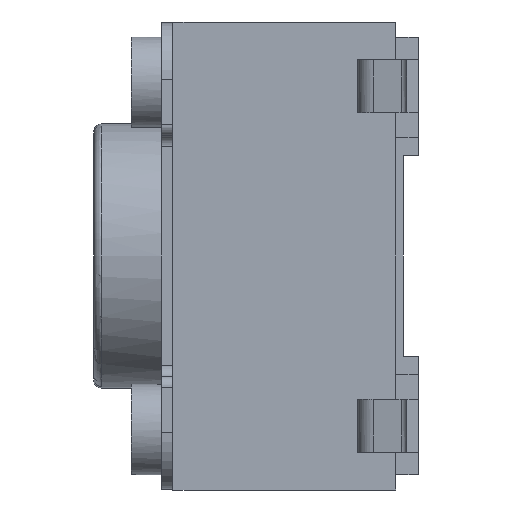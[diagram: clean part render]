
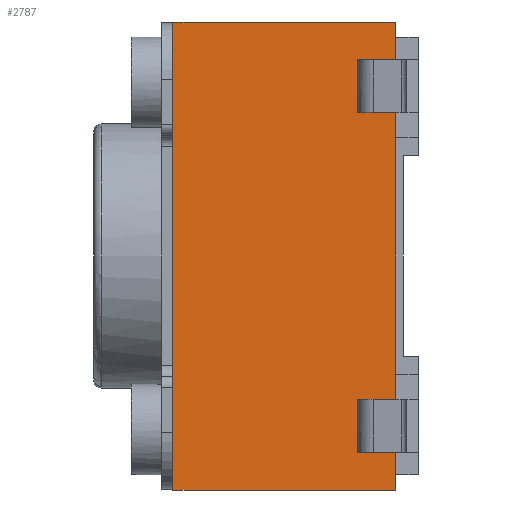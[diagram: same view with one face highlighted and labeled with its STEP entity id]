
A CAD part, left-side view. The second image highlights one B-rep face of the part: STEP entity #2787.
In plain terms, the highlighted planar face has unit normal (-1, 0, 0).
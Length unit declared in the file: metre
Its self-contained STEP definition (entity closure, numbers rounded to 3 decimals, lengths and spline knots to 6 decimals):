
#228=PLANE('',#3142);
#413=B_SPLINE_CURVE_WITH_KNOTS('',3,(#4926,#4927,#4928,#4929),
 .UNSPECIFIED.,.F.,.F.,(4,4),(0.,1.),.UNSPECIFIED.);
#417=B_SPLINE_CURVE_WITH_KNOTS('',3,(#4946,#4947,#4948,#4949),
 .UNSPECIFIED.,.F.,.F.,(4,4),(0.,1.),.UNSPECIFIED.);
#428=B_SPLINE_CURVE_WITH_KNOTS('',3,(#5001,#5002,#5003,#5004),
 .UNSPECIFIED.,.F.,.F.,(4,4),(0.,1.),.UNSPECIFIED.);
#430=B_SPLINE_CURVE_WITH_KNOTS('',3,(#5011,#5012,#5013,#5014),
 .UNSPECIFIED.,.F.,.F.,(4,4),(0.,1.),.UNSPECIFIED.);
#431=B_SPLINE_CURVE_WITH_KNOTS('',3,(#5017,#5018,#5019,#5020),
 .UNSPECIFIED.,.F.,.F.,(4,4),(0.,1.),.UNSPECIFIED.);
#432=B_SPLINE_CURVE_WITH_KNOTS('',3,(#5022,#5023,#5024,#5025),
 .UNSPECIFIED.,.F.,.F.,(4,4),(0.,1.),.UNSPECIFIED.);
#433=B_SPLINE_CURVE_WITH_KNOTS('',3,(#5027,#5028,#5029,#5030),
 .UNSPECIFIED.,.F.,.F.,(4,4),(0.,1.),.UNSPECIFIED.);
#434=B_SPLINE_CURVE_WITH_KNOTS('',3,(#5032,#5033,#5034,#5035),
 .UNSPECIFIED.,.F.,.F.,(4,4),(0.,1.),.UNSPECIFIED.);
#435=B_SPLINE_CURVE_WITH_KNOTS('',3,(#5036,#5037,#5038,#5039),
 .UNSPECIFIED.,.F.,.F.,(4,4),(0.,1.),.UNSPECIFIED.);
#436=B_SPLINE_CURVE_WITH_KNOTS('',3,(#5041,#5042,#5043,#5044),
 .UNSPECIFIED.,.F.,.F.,(4,4),(0.,1.),.UNSPECIFIED.);
#437=B_SPLINE_CURVE_WITH_KNOTS('',3,(#5046,#5047,#5048,#5049),
 .UNSPECIFIED.,.F.,.F.,(4,4),(0.,1.),.UNSPECIFIED.);
#438=B_SPLINE_CURVE_WITH_KNOTS('',3,(#5051,#5052,#5053,#5054),
 .UNSPECIFIED.,.F.,.F.,(4,4),(0.,1.),.UNSPECIFIED.);
#1126=ORIENTED_EDGE('',*,*,#1729,.T.);
#1127=ORIENTED_EDGE('',*,*,#1730,.T.);
#1128=ORIENTED_EDGE('',*,*,#1731,.T.);
#1129=ORIENTED_EDGE('',*,*,#1732,.T.);
#1130=ORIENTED_EDGE('',*,*,#1733,.T.);
#1131=ORIENTED_EDGE('',*,*,#1727,.F.);
#1132=ORIENTED_EDGE('',*,*,#1712,.F.);
#1133=ORIENTED_EDGE('',*,*,#1716,.F.);
#1134=ORIENTED_EDGE('',*,*,#1734,.T.);
#1135=ORIENTED_EDGE('',*,*,#1735,.T.);
#1136=ORIENTED_EDGE('',*,*,#1736,.T.);
#1137=ORIENTED_EDGE('',*,*,#1737,.T.);
#1712=EDGE_CURVE('',#2092,#2093,#413,.T.);
#1716=EDGE_CURVE('',#2095,#2092,#417,.T.);
#1727=EDGE_CURVE('',#2093,#2105,#428,.T.);
#1729=EDGE_CURVE('',#2106,#2107,#430,.T.);
#1730=EDGE_CURVE('',#2107,#2108,#431,.T.);
#1731=EDGE_CURVE('',#2108,#2109,#432,.T.);
#1732=EDGE_CURVE('',#2109,#2110,#433,.T.);
#1733=EDGE_CURVE('',#2110,#2105,#434,.T.);
#1734=EDGE_CURVE('',#2095,#2111,#435,.T.);
#1735=EDGE_CURVE('',#2111,#2112,#436,.T.);
#1736=EDGE_CURVE('',#2112,#2113,#437,.T.);
#1737=EDGE_CURVE('',#2113,#2106,#438,.T.);
#2092=VERTEX_POINT('',#4925);
#2093=VERTEX_POINT('',#4930);
#2095=VERTEX_POINT('',#4945);
#2105=VERTEX_POINT('',#5005);
#2106=VERTEX_POINT('',#5015);
#2107=VERTEX_POINT('',#5016);
#2108=VERTEX_POINT('',#5021);
#2109=VERTEX_POINT('',#5026);
#2110=VERTEX_POINT('',#5031);
#2111=VERTEX_POINT('',#5040);
#2112=VERTEX_POINT('',#5045);
#2113=VERTEX_POINT('',#5050);
#2409=EDGE_LOOP('',(#1126,#1127,#1128,#1129,#1130,#1131,#1132,#1133,#1134,
#1135,#1136,#1137));
#2581=FACE_BOUND('',#2409,.T.);
#2787=ADVANCED_FACE('',(#2581),#228,.T.);
#3142=AXIS2_PLACEMENT_3D('',#5010,#3625,#3626);
#3625=DIRECTION('',(-1.,0.,0.));
#3626=DIRECTION('',(0.,1.,0.));
#4925=CARTESIAN_POINT('',(-0.0031,0.00325,-0.0031));
#4926=CARTESIAN_POINT('',(-0.0031,0.00325,-0.0031));
#4927=CARTESIAN_POINT('',(-0.0031,0.00325,-0.001033));
#4928=CARTESIAN_POINT('',(-0.0031,0.00325,0.001033));
#4929=CARTESIAN_POINT('',(-0.0031,0.00325,0.0031));
#4930=CARTESIAN_POINT('',(-0.0031,0.00325,0.0031));
#4945=CARTESIAN_POINT('',(-0.0031,0.0003,-0.0031));
#4946=CARTESIAN_POINT('',(-0.0031,0.0003,-0.0031));
#4947=CARTESIAN_POINT('',(-0.0031,0.001283,-0.0031));
#4948=CARTESIAN_POINT('',(-0.0031,0.002267,-0.0031));
#4949=CARTESIAN_POINT('',(-0.0031,0.00325,-0.0031));
#5001=CARTESIAN_POINT('',(-0.0031,0.00325,0.0031));
#5002=CARTESIAN_POINT('',(-0.0031,0.002267,0.0031));
#5003=CARTESIAN_POINT('',(-0.0031,0.001283,0.0031));
#5004=CARTESIAN_POINT('',(-0.0031,0.0003,0.0031));
#5005=CARTESIAN_POINT('',(-0.0031,0.0003,0.0031));
#5010=CARTESIAN_POINT('',(-0.0031,0.003557,0.003732));
#5011=CARTESIAN_POINT('',(-0.0031,0.0003,-0.001895));
#5012=CARTESIAN_POINT('',(-0.0031,0.0003,-0.000632));
#5013=CARTESIAN_POINT('',(-0.0031,0.0003,0.000632));
#5014=CARTESIAN_POINT('',(-0.0031,0.0003,0.001895));
#5015=CARTESIAN_POINT('',(-0.0031,0.0003,-0.001895));
#5016=CARTESIAN_POINT('',(-0.0031,0.0003,0.001895));
#5017=CARTESIAN_POINT('',(-0.0031,0.0003,0.001895));
#5018=CARTESIAN_POINT('',(-0.0031,0.000467,0.001895));
#5019=CARTESIAN_POINT('',(-0.0031,0.000633,0.001895));
#5020=CARTESIAN_POINT('',(-0.0031,0.0008,0.001895));
#5021=CARTESIAN_POINT('',(-0.0031,0.0008,0.001895));
#5022=CARTESIAN_POINT('',(-0.0031,0.0008,0.001895));
#5023=CARTESIAN_POINT('',(-0.0031,0.0008,0.002132));
#5024=CARTESIAN_POINT('',(-0.0031,0.0008,0.002368));
#5025=CARTESIAN_POINT('',(-0.0031,0.0008,0.002605));
#5026=CARTESIAN_POINT('',(-0.0031,0.0008,0.002605));
#5027=CARTESIAN_POINT('',(-0.0031,0.0008,0.002605));
#5028=CARTESIAN_POINT('',(-0.0031,0.000633,0.002605));
#5029=CARTESIAN_POINT('',(-0.0031,0.000467,0.002605));
#5030=CARTESIAN_POINT('',(-0.0031,0.0003,0.002605));
#5031=CARTESIAN_POINT('',(-0.0031,0.0003,0.002605));
#5032=CARTESIAN_POINT('',(-0.0031,0.0003,0.002605));
#5033=CARTESIAN_POINT('',(-0.0031,0.0003,0.00277));
#5034=CARTESIAN_POINT('',(-0.0031,0.0003,0.002935));
#5035=CARTESIAN_POINT('',(-0.0031,0.0003,0.0031));
#5036=CARTESIAN_POINT('',(-0.0031,0.0003,-0.0031));
#5037=CARTESIAN_POINT('',(-0.0031,0.0003,-0.002935));
#5038=CARTESIAN_POINT('',(-0.0031,0.0003,-0.00277));
#5039=CARTESIAN_POINT('',(-0.0031,0.0003,-0.002605));
#5040=CARTESIAN_POINT('',(-0.0031,0.0003,-0.002605));
#5041=CARTESIAN_POINT('',(-0.0031,0.0003,-0.002605));
#5042=CARTESIAN_POINT('',(-0.0031,0.000467,-0.002605));
#5043=CARTESIAN_POINT('',(-0.0031,0.000633,-0.002605));
#5044=CARTESIAN_POINT('',(-0.0031,0.0008,-0.002605));
#5045=CARTESIAN_POINT('',(-0.0031,0.0008,-0.002605));
#5046=CARTESIAN_POINT('',(-0.0031,0.0008,-0.002605));
#5047=CARTESIAN_POINT('',(-0.0031,0.0008,-0.002368));
#5048=CARTESIAN_POINT('',(-0.0031,0.0008,-0.002132));
#5049=CARTESIAN_POINT('',(-0.0031,0.0008,-0.001895));
#5050=CARTESIAN_POINT('',(-0.0031,0.0008,-0.001895));
#5051=CARTESIAN_POINT('',(-0.0031,0.0008,-0.001895));
#5052=CARTESIAN_POINT('',(-0.0031,0.000633,-0.001895));
#5053=CARTESIAN_POINT('',(-0.0031,0.000467,-0.001895));
#5054=CARTESIAN_POINT('',(-0.0031,0.0003,-0.001895));
